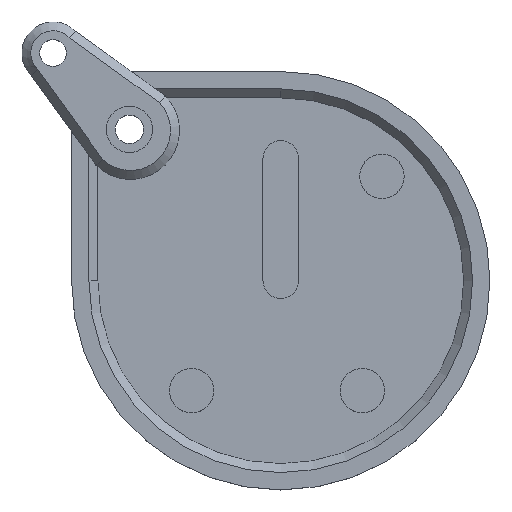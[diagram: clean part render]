
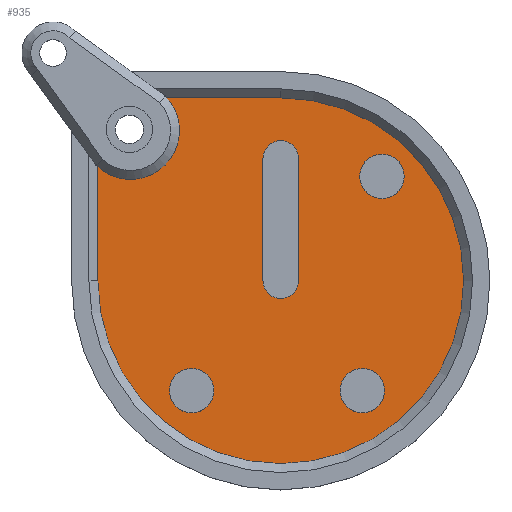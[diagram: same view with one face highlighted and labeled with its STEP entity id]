
A CAD part, top view. The second image highlights one B-rep face of the part: STEP entity #935.
In plain terms, the highlighted planar face has unit normal (0, 0, 1).
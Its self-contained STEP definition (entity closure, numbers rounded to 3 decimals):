
#31=FACE_BOUND('',#208,.T.);
#32=FACE_BOUND('',#209,.T.);
#33=FACE_BOUND('',#210,.T.);
#34=FACE_BOUND('',#211,.T.);
#83=CIRCLE('',#1041,20.55);
#84=CIRCLE('',#1042,5.);
#85=CIRCLE('',#1043,2.5);
#86=CIRCLE('',#1044,2.5);
#87=CIRCLE('',#1045,2.5);
#88=CIRCLE('',#1046,2.);
#89=CIRCLE('',#1047,2.);
#142=FACE_OUTER_BOUND('',#207,.T.);
#207=EDGE_LOOP('',(#797,#798,#799,#800));
#208=EDGE_LOOP('',(#801));
#209=EDGE_LOOP('',(#802));
#210=EDGE_LOOP('',(#803));
#211=EDGE_LOOP('',(#804,#805,#806,#807));
#282=LINE('',#1530,#361);
#289=LINE('',#1555,#368);
#302=LINE('',#1600,#381);
#303=LINE('',#1604,#382);
#361=VECTOR('',#1222,10.);
#368=VECTOR('',#1247,10.);
#381=VECTOR('',#1296,10.);
#382=VECTOR('',#1299,10.);
#442=VERTEX_POINT('',#1527);
#443=VERTEX_POINT('',#1529);
#451=VERTEX_POINT('',#1552);
#452=VERTEX_POINT('',#1554);
#462=VERTEX_POINT('',#1592);
#463=VERTEX_POINT('',#1594);
#464=VERTEX_POINT('',#1596);
#465=VERTEX_POINT('',#1598);
#466=VERTEX_POINT('',#1599);
#467=VERTEX_POINT('',#1601);
#468=VERTEX_POINT('',#1603);
#550=EDGE_CURVE('',#443,#442,#282,.F.);
#562=EDGE_CURVE('',#452,#451,#289,.F.);
#580=EDGE_CURVE('',#451,#443,#83,.F.);
#581=EDGE_CURVE('',#442,#452,#84,.T.);
#582=EDGE_CURVE('',#462,#462,#85,.T.);
#583=EDGE_CURVE('',#463,#463,#86,.T.);
#584=EDGE_CURVE('',#464,#464,#87,.T.);
#585=EDGE_CURVE('',#465,#466,#302,.T.);
#586=EDGE_CURVE('',#467,#465,#88,.T.);
#587=EDGE_CURVE('',#468,#467,#303,.T.);
#588=EDGE_CURVE('',#466,#468,#89,.T.);
#797=ORIENTED_EDGE('',*,*,#580,.T.);
#798=ORIENTED_EDGE('',*,*,#550,.T.);
#799=ORIENTED_EDGE('',*,*,#581,.T.);
#800=ORIENTED_EDGE('',*,*,#562,.T.);
#801=ORIENTED_EDGE('',*,*,#582,.T.);
#802=ORIENTED_EDGE('',*,*,#583,.T.);
#803=ORIENTED_EDGE('',*,*,#584,.T.);
#804=ORIENTED_EDGE('',*,*,#585,.F.);
#805=ORIENTED_EDGE('',*,*,#586,.F.);
#806=ORIENTED_EDGE('',*,*,#587,.F.);
#807=ORIENTED_EDGE('',*,*,#588,.F.);
#887=PLANE('',#1040);
#935=ADVANCED_FACE('',(#142,#31,#32,#33,#34),#887,.F.);
#1040=AXIS2_PLACEMENT_3D('',#1589,#1284,#1285);
#1041=AXIS2_PLACEMENT_3D('',#1590,#1286,#1287);
#1042=AXIS2_PLACEMENT_3D('',#1591,#1288,#1289);
#1043=AXIS2_PLACEMENT_3D('',#1593,#1290,#1291);
#1044=AXIS2_PLACEMENT_3D('',#1595,#1292,#1293);
#1045=AXIS2_PLACEMENT_3D('',#1597,#1294,#1295);
#1046=AXIS2_PLACEMENT_3D('',#1602,#1297,#1298);
#1047=AXIS2_PLACEMENT_3D('',#1605,#1300,#1301);
#1222=DIRECTION('',(1.,0.,0.));
#1247=DIRECTION('',(0.,1.,0.));
#1284=DIRECTION('center_axis',(0.,0.,-1.));
#1285=DIRECTION('ref_axis',(-1.,0.,0.));
#1286=DIRECTION('center_axis',(0.,0.,-1.));
#1287=DIRECTION('ref_axis',(0.,1.,0.));
#1288=DIRECTION('center_axis',(0.,0.,-1.));
#1289=DIRECTION('ref_axis',(0.714,0.7,0.));
#1290=DIRECTION('center_axis',(0.,0.,-1.));
#1291=DIRECTION('ref_axis',(1.,0.,0.));
#1292=DIRECTION('center_axis',(0.,0.,-1.));
#1293=DIRECTION('ref_axis',(1.,0.,0.));
#1294=DIRECTION('center_axis',(0.,0.,-1.));
#1295=DIRECTION('ref_axis',(1.,0.,0.));
#1296=DIRECTION('',(0.,1.,0.));
#1297=DIRECTION('center_axis',(0.,0.,1.));
#1298=DIRECTION('ref_axis',(1.,0.,0.));
#1299=DIRECTION('',(0.,-1.,0.));
#1300=DIRECTION('center_axis',(0.,0.,1.));
#1301=DIRECTION('ref_axis',(-1.,0.,0.));
#1527=CARTESIAN_POINT('',(-13.479,20.55,-4.));
#1529=CARTESIAN_POINT('',(0.,20.55,-4.));
#1530=CARTESIAN_POINT('',(0.,20.55,-4.));
#1552=CARTESIAN_POINT('',(-20.55,0.,-4.));
#1554=CARTESIAN_POINT('',(-20.55,13.479,-4.));
#1555=CARTESIAN_POINT('',(-20.55,6.715,-4.));
#1589=CARTESIAN_POINT('Origin',(0.,0.,
-4.));
#1590=CARTESIAN_POINT('Origin',(0.,0.,-4.));
#1591=CARTESIAN_POINT('Origin',(-17.,17.,-4.));
#1592=CARTESIAN_POINT('',(-12.505,-12.343,-4.));
#1593=CARTESIAN_POINT('Origin',(-10.005,-12.343,-4.));
#1594=CARTESIAN_POINT('',(8.869,11.73,-4.));
#1595=CARTESIAN_POINT('Origin',(11.369,11.73,-4.));
#1596=CARTESIAN_POINT('',(6.661,-12.343,-4.));
#1597=CARTESIAN_POINT('Origin',(9.161,-12.343,-4.));
#1598=CARTESIAN_POINT('',(2.,0.,-4.));
#1599=CARTESIAN_POINT('',(2.,13.729,-4.));
#1600=CARTESIAN_POINT('',(2.,6.865,-4.));
#1601=CARTESIAN_POINT('',(-2.,0.,-4.));
#1602=CARTESIAN_POINT('Origin',(0.,0.,
-4.));
#1603=CARTESIAN_POINT('',(-2.,13.729,-4.));
#1604=CARTESIAN_POINT('',(-2.,0.,-4.));
#1605=CARTESIAN_POINT('Origin',(0.,13.729,-4.));
